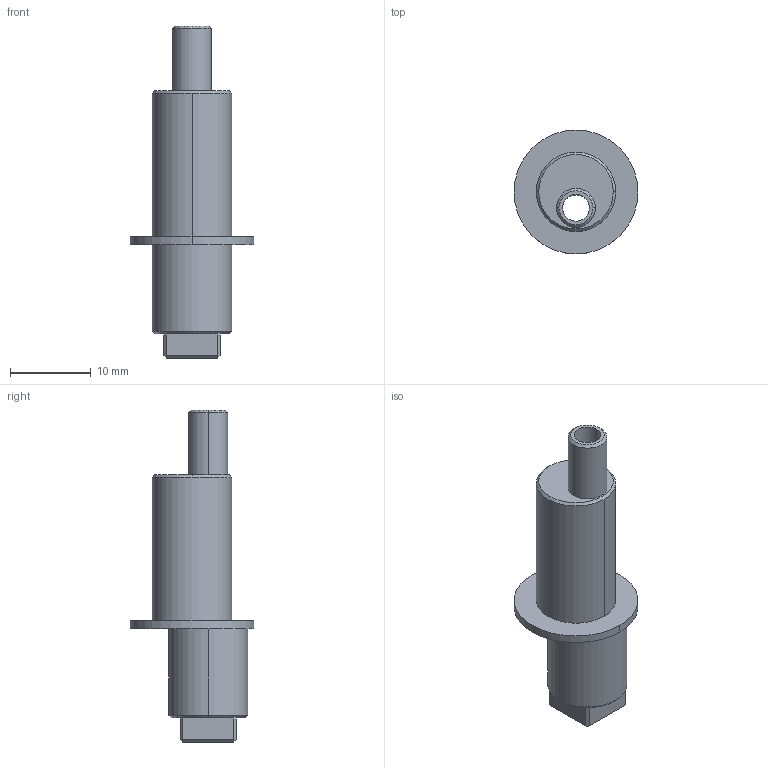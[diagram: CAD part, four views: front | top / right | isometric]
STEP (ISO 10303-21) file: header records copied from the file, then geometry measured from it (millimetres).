
FILE_DESCRIPTION (( 'STEP AP214' ), '1' );
FILE_NAME ('Pce_Axe_Excentrique_V202004051845.STEP', '2020-04-06T21:45:31', ( '' ), ( '' ), 'SwSTEP 2.0', 'SolidWorks 2019', '' );
FILE_SCHEMA (( 'AUTOMOTIVE_DESIGN' ));
Length unit declared in the file: millimetre
Products named in the file (1): Pce_Axe_Excentrique_V202004051845
Bounding box: 15.3 x 15.3 x 41 mm (x, y, z)
Volume: 2303.9 mm3; surface area: 1898.1 mm2
Topology: 1 solids, 1 shells, 39 faces, 96 edges, 62 vertices
Faces by surface type: plane 21, cylinder 10, cone 8
Entity records: 1206 total; most frequent: CARTESIAN_POINT 234, DIRECTION 198, ORIENTED_EDGE 192, EDGE_CURVE 96, AXIS2_PLACEMENT_3D 74, VERTEX_POINT 62, VECTOR 50, LINE 50
